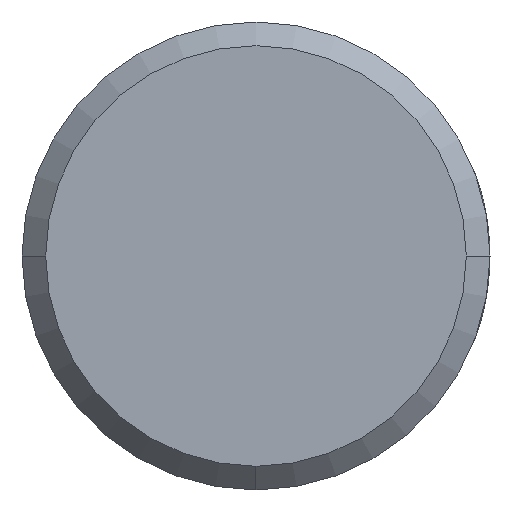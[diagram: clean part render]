
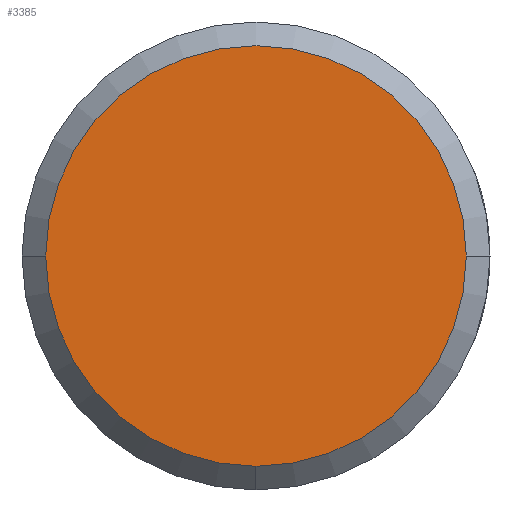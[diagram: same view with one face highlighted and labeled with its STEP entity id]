
A CAD part, front view. The second image highlights one B-rep face of the part: STEP entity #3385.
In plain terms, the highlighted planar face has unit normal (0, -1, 0).
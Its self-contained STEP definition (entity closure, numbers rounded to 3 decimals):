
#41 = CARTESIAN_POINT ( 'NONE',  ( 0., -1.4, 0. ) ) ;
#72 = CARTESIAN_POINT ( 'NONE',  ( 1.775, -1.4, 0. ) ) ;
#74 = PLANE ( 'NONE',  #2426 ) ;
#159 = EDGE_CURVE ( 'NONE', #2278, #1981, #4010, .T. ) ;
#725 = AXIS2_PLACEMENT_3D ( 'NONE', #41, #1115, #2151 ) ;
#741 = VERTEX_POINT ( 'NONE', #1100 ) ;
#829 = EDGE_CURVE ( 'NONE', #741, #2278, #4660, .T. ) ;
#837 = AXIS2_PLACEMENT_3D ( 'NONE', #1826, #2587, #4024 ) ;
#954 = ORIENTED_EDGE ( 'NONE', *, *, #829, .F. ) ;
#1100 = CARTESIAN_POINT ( 'NONE',  ( 0., -1.4, -1.775 ) ) ;
#1115 = DIRECTION ( 'NONE',  ( 0., 1., 0. ) ) ;
#1119 = EDGE_LOOP ( 'NONE', ( #2996, #954, #4463 ) ) ;
#1655 = CIRCLE ( 'NONE', #837, 1.775 ) ;
#1826 = CARTESIAN_POINT ( 'NONE',  ( 0., -1.4, 0. ) ) ;
#1981 = VERTEX_POINT ( 'NONE', #72 ) ;
#2057 = EDGE_CURVE ( 'NONE', #1981, #741, #1655, .T. ) ;
#2137 = CARTESIAN_POINT ( 'NONE',  ( 0., -1.4, 0. ) ) ;
#2151 = DIRECTION ( 'NONE',  ( 1., 0., 0. ) ) ;
#2278 = VERTEX_POINT ( 'NONE', #2714 ) ;
#2378 = DIRECTION ( 'NONE',  ( -1., 0., 0. ) ) ;
#2426 = AXIS2_PLACEMENT_3D ( 'NONE', #3292, #2590, #4005 ) ;
#2587 = DIRECTION ( 'NONE',  ( 0., 1., 0. ) ) ;
#2590 = DIRECTION ( 'NONE',  ( 0., 1., 0. ) ) ;
#2714 = CARTESIAN_POINT ( 'NONE',  ( -1.775, -1.4, 0. ) ) ;
#2791 = AXIS2_PLACEMENT_3D ( 'NONE', #2137, #3905, #2378 ) ;
#2996 = ORIENTED_EDGE ( 'NONE', *, *, #159, .F. ) ;
#3269 = FACE_OUTER_BOUND ( 'NONE', #1119, .T. ) ;
#3292 = CARTESIAN_POINT ( 'NONE',  ( 0., -1.4, 0. ) ) ;
#3385 = ADVANCED_FACE ( 'NONE', ( #3269 ), #74, .F. ) ;
#3905 = DIRECTION ( 'NONE',  ( 0., 1., 0. ) ) ;
#4005 = DIRECTION ( 'NONE',  ( 1., 0., 0. ) ) ;
#4010 = CIRCLE ( 'NONE', #2791, 1.775 ) ;
#4024 = DIRECTION ( 'NONE',  ( 1., 0., 0. ) ) ;
#4463 = ORIENTED_EDGE ( 'NONE', *, *, #2057, .F. ) ;
#4660 = CIRCLE ( 'NONE', #725, 1.775 ) ;
